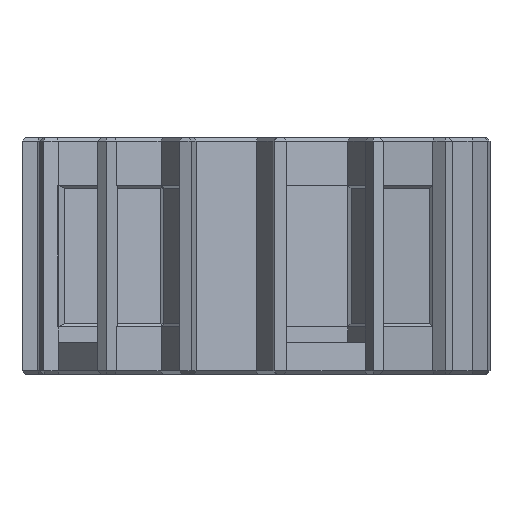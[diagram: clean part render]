
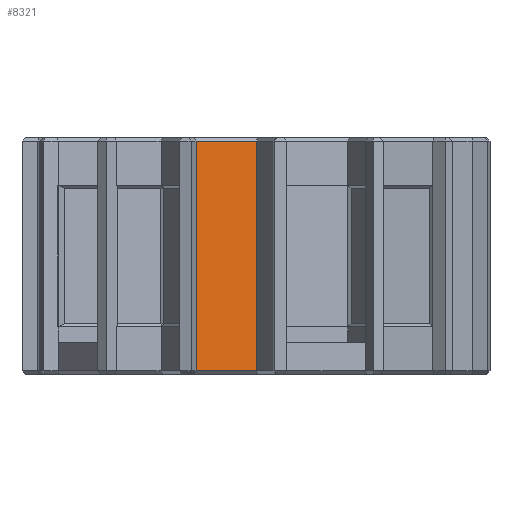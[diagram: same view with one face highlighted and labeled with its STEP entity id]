
A CAD part, front view. The second image highlights one B-rep face of the part: STEP entity #8321.
In plain terms, the highlighted planar face has unit normal (0.588, -0.809, 0).
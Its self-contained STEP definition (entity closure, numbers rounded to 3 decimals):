
#276 = EDGE_LOOP ( 'NONE', ( #12357, #19591, #16472, #1377 ) ) ;
#307 = VERTEX_POINT ( 'NONE', #13750 ) ;
#1377 = ORIENTED_EDGE ( 'NONE', *, *, #7389, .T. ) ;
#2883 = DIRECTION ( 'NONE',  ( 0., 0., -1. ) ) ;
#3129 = LINE ( 'NONE', #16019, #27150 ) ;
#3494 = VECTOR ( 'NONE', #20830, 1000. ) ;
#4293 = CARTESIAN_POINT ( 'NONE',  ( -19.72, -67.165, 37.5 ) ) ;
#4822 = VERTEX_POINT ( 'NONE', #27148 ) ;
#7254 = VECTOR ( 'NONE', #2883, 1000. ) ;
#7389 = EDGE_CURVE ( 'NONE', #4822, #9317, #3129, .T. ) ;
#8321 = ADVANCED_FACE ( 'NONE', ( #23570 ), #19026, .F. ) ;
#8692 = DIRECTION ( 'NONE',  ( -0.809, -0.588, 0. ) ) ;
#8716 = VERTEX_POINT ( 'NONE', #21259 ) ;
#9317 = VERTEX_POINT ( 'NONE', #26863 ) ;
#10626 = LINE ( 'NONE', #23383, #3494 ) ;
#11881 = VECTOR ( 'NONE', #25220, 1000. ) ;
#12357 = ORIENTED_EDGE ( 'NONE', *, *, #15938, .F. ) ;
#12783 = EDGE_CURVE ( 'NONE', #8716, #307, #14177, .T. ) ;
#13750 = CARTESIAN_POINT ( 'NONE',  ( -19.72, -67.165, 36.5 ) ) ;
#14177 = LINE ( 'NONE', #25507, #11881 ) ;
#15938 = EDGE_CURVE ( 'NONE', #8716, #9317, #10626, .T. ) ;
#16019 = CARTESIAN_POINT ( 'NONE',  ( -19.72, -67.165, -36.5 ) ) ;
#16472 = ORIENTED_EDGE ( 'NONE', *, *, #24297, .T. ) ;
#17628 = LINE ( 'NONE', #26275, #7254 ) ;
#19026 = PLANE ( 'NONE',  #21249 ) ;
#19591 = ORIENTED_EDGE ( 'NONE', *, *, #12783, .T. ) ;
#20830 = DIRECTION ( 'NONE',  ( 0., 0., -1. ) ) ;
#21249 = AXIS2_PLACEMENT_3D ( 'NONE', #4293, #27666, #8692 ) ;
#21259 = CARTESIAN_POINT ( 'NONE',  ( -0.572, -53.253, 36.5 ) ) ;
#23383 = CARTESIAN_POINT ( 'NONE',  ( -0.572, -53.253, 37.5 ) ) ;
#23570 = FACE_OUTER_BOUND ( 'NONE', #276, .T. ) ;
#24297 = EDGE_CURVE ( 'NONE', #307, #4822, #17628, .T. ) ;
#24656 = DIRECTION ( 'NONE',  ( 0.809, 0.588, 0. ) ) ;
#25220 = DIRECTION ( 'NONE',  ( -0.809, -0.588, 0. ) ) ;
#25507 = CARTESIAN_POINT ( 'NONE',  ( -19.72, -67.165, 36.5 ) ) ;
#26275 = CARTESIAN_POINT ( 'NONE',  ( -19.72, -67.165, 37.5 ) ) ;
#26863 = CARTESIAN_POINT ( 'NONE',  ( -0.572, -53.253, -36.5 ) ) ;
#27148 = CARTESIAN_POINT ( 'NONE',  ( -19.72, -67.165, -36.5 ) ) ;
#27150 = VECTOR ( 'NONE', #24656, 1000. ) ;
#27666 = DIRECTION ( 'NONE',  ( -0.588, 0.809, 0. ) ) ;
